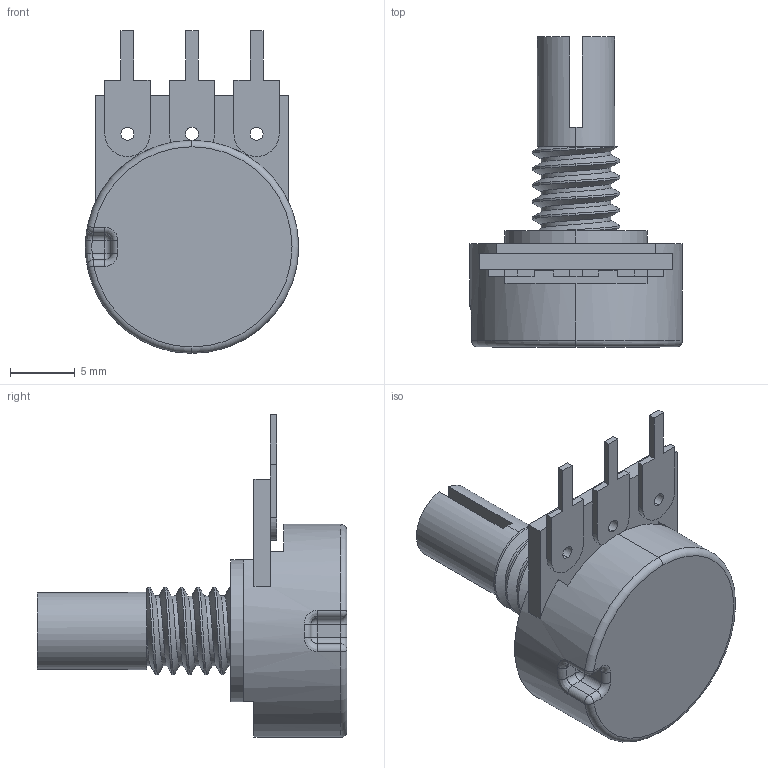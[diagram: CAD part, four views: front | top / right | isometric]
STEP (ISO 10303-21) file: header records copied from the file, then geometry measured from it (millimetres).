
FILE_DESCRIPTION (( 'STEP AP203' ), '1' );
FILE_NAME ('10K Pot.STEP', '2019-12-31T12:45:50', ( '' ), ( '' ), 'SwSTEP 2.0', 'SolidWorks 2018', '' );
FILE_SCHEMA (( 'CONFIG_CONTROL_DESIGN' ));
Length unit declared in the file: millimetre
Products named in the file (1): 10K Pot
Bounding box: 16.5 x 24 x 25 mm (x, y, z)
Volume: 2173.2 mm3; surface area: 1740.2 mm2
Topology: 1 solids, 1 shells, 106 faces, 279 edges, 172 vertices
Faces by surface type: plane 54, cylinder 37, torus 6, bspline 5, sphere 4
Entity records: 4361 total; most frequent: CARTESIAN_POINT 1739, ORIENTED_EDGE 550, DIRECTION 521, EDGE_CURVE 275, AXIS2_PLACEMENT_3D 181, VERTEX_POINT 172, LINE 159, VECTOR 159
